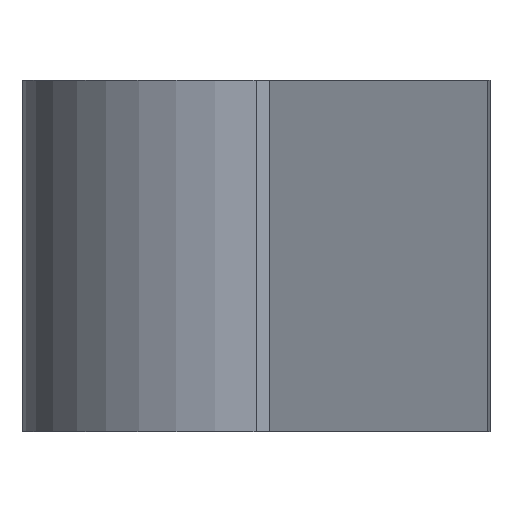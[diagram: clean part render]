
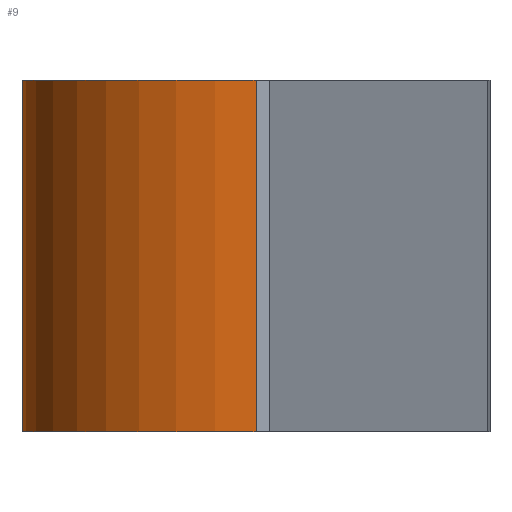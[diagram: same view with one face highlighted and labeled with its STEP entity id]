
A CAD part, left-side view. The second image highlights one B-rep face of the part: STEP entity #9.
In plain terms, the highlighted cylindrical face has radius 6.35 mm (diameter 12.7 mm), a partial arc.
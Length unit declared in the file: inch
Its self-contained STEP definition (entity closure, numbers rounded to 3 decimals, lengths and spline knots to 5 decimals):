
#9 = ADVANCED_FACE ( 'NONE', ( #162 ), #117, .T. ) ;
#25 = AXIS2_PLACEMENT_3D ( 'NONE', #299, #283, #292 ) ;
#26 = EDGE_CURVE ( 'NONE', #427, #404, #109, .T. ) ;
#38 = EDGE_CURVE ( 'NONE', #348, #427, #156, .T. ) ;
#46 = EDGE_CURVE ( 'NONE', #348, #426, #236, .T. ) ;
#50 = AXIS2_PLACEMENT_3D ( 'NONE', #326, #411, #356 ) ;
#79 = EDGE_CURVE ( 'NONE', #426, #404, #101, .T. ) ;
#85 = AXIS2_PLACEMENT_3D ( 'NONE', #305, #309, #319 ) ;
#91 = VECTOR ( 'NONE', #419, 39.37008 ) ;
#101 = CIRCLE ( 'NONE', #50, 0.25 ) ;
#106 = ORIENTED_EDGE ( 'NONE', *, *, #79, .F. ) ;
#109 = LINE ( 'NONE', #370, #171 ) ;
#117 = CYLINDRICAL_SURFACE ( 'NONE', #85, 0.25 ) ;
#149 = ORIENTED_EDGE ( 'NONE', *, *, #26, .T. ) ;
#156 = CIRCLE ( 'NONE', #25, 0.25 ) ;
#162 = FACE_OUTER_BOUND ( 'NONE', #225, .T. ) ;
#171 = VECTOR ( 'NONE', #334, 39.37008 ) ;
#179 = ORIENTED_EDGE ( 'NONE', *, *, #38, .T. ) ;
#219 = ORIENTED_EDGE ( 'NONE', *, *, #46, .F. ) ;
#225 = EDGE_LOOP ( 'NONE', ( #106, #219, #179, #149 ) ) ;
#236 = LINE ( 'NONE', #301, #91 ) ;
#256 = CARTESIAN_POINT ( 'NONE',  ( -0.78125, -0.026, -0.375 ) ) ;
#262 = CARTESIAN_POINT ( 'NONE',  ( -0.53125, 0.224, 0. ) ) ;
#283 = DIRECTION ( 'NONE',  ( 0., 0., 1. ) ) ;
#292 = DIRECTION ( 'NONE',  ( -1., 0., 0. ) ) ;
#299 = CARTESIAN_POINT ( 'NONE',  ( -0.53125, -0.026, -0.375 ) ) ;
#301 = CARTESIAN_POINT ( 'NONE',  ( -0.53125, 0.224, -0.375 ) ) ;
#305 = CARTESIAN_POINT ( 'NONE',  ( -0.53125, -0.026, -0.375 ) ) ;
#309 = DIRECTION ( 'NONE',  ( 0., 0., 1. ) ) ;
#319 = DIRECTION ( 'NONE',  ( 1., 0., 0. ) ) ;
#326 = CARTESIAN_POINT ( 'NONE',  ( -0.53125, -0.026, 0. ) ) ;
#327 = CARTESIAN_POINT ( 'NONE',  ( -0.53125, 0.224, -0.375 ) ) ;
#334 = DIRECTION ( 'NONE',  ( 0., 0., 1. ) ) ;
#348 = VERTEX_POINT ( 'NONE', #327 ) ;
#356 = DIRECTION ( 'NONE',  ( -1., 0., 0. ) ) ;
#370 = CARTESIAN_POINT ( 'NONE',  ( -0.78125, -0.026, -0.375 ) ) ;
#402 = CARTESIAN_POINT ( 'NONE',  ( -0.78125, -0.026, 0. ) ) ;
#404 = VERTEX_POINT ( 'NONE', #402 ) ;
#411 = DIRECTION ( 'NONE',  ( 0., 0., 1. ) ) ;
#419 = DIRECTION ( 'NONE',  ( 0., 0., 1. ) ) ;
#426 = VERTEX_POINT ( 'NONE', #262 ) ;
#427 = VERTEX_POINT ( 'NONE', #256 ) ;
